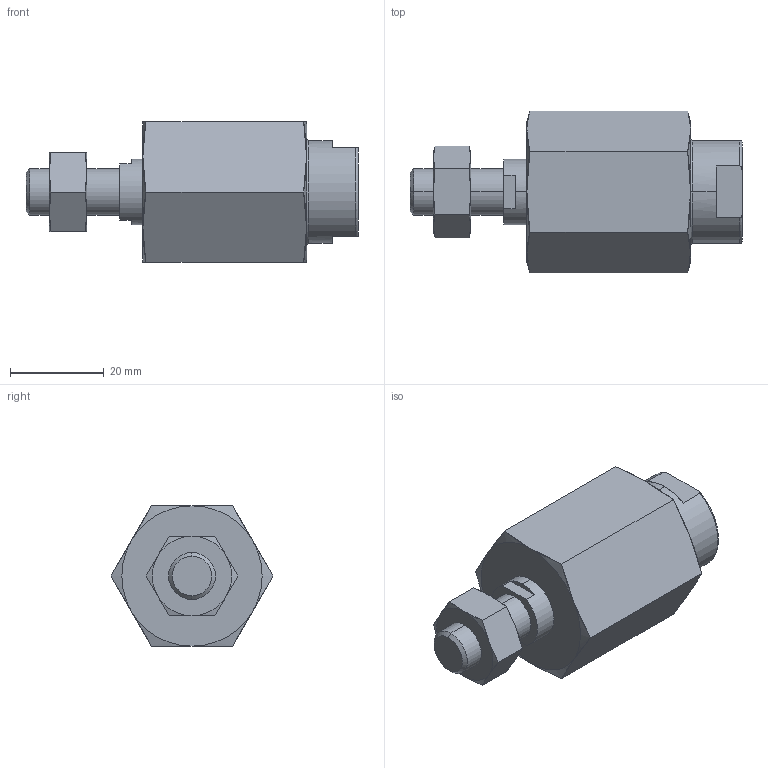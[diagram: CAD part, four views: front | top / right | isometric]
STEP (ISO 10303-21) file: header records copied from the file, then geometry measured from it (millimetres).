
FILE_DESCRIPTION(('HOOPS Exchange Step'),'2;1');
FILE_NAME('export-20FB4553-F2B1-4E4C-AD29-6F9C166080E2.stp','2020-10-05T20:55:07+02:00',('Engineering'),('Alibre'),'HOOPS Exchange 2020.0','Alibre','Unknown authorisation');
FILE_SCHEMA( ('AP242_MANAGED_MODEL_BASED_3D_ENGINEERING_MIM_LF {1 0 10303 442 1 1 4 }') );
Length unit declared in the file: millimetre
Products named in the file (1): 5333 w0950322030 Self Aligning Rod Coupler - Model GA-K M10x1.25
Bounding box: 71 x 34.64 x 30 mm (x, y, z)
Surface area: 7854.7 mm2 (no closed solid volume)
Topology: 0 solids, 61 shells, 69 faces, 286 edges, 270 vertices
Faces by surface type: cone 28, plane 27, cylinder 10, torus 4
Entity records: 3319 total; most frequent: CARTESIAN_POINT 959, DIRECTION 436, ORIENTED_EDGE 302, EDGE_CURVE 286, VERTEX_POINT 270, AXIS2_PLACEMENT_3D 183, STYLED_ITEM 122, CIRCLE 112
